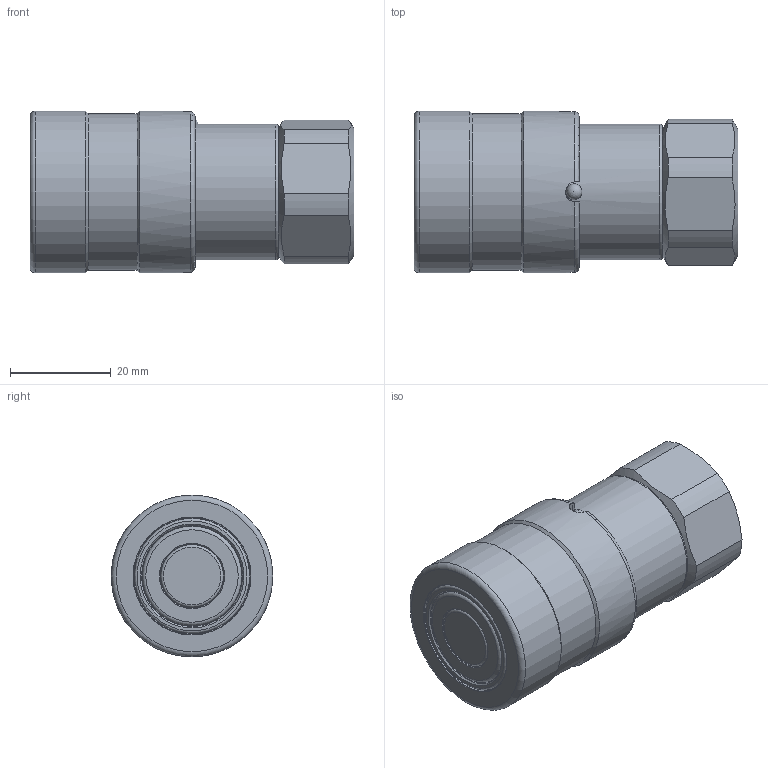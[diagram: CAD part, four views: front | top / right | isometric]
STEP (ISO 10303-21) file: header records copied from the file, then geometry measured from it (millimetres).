
FILE_DESCRIPTION(/* description */ (''),/* implementation_level */ '2;1');
FILE_NAME(/* name */ 'Femmina 38 FP montata v1.step',/* time_stamp */ '2020-02-14T11:46:12+01:00',/* author */ (''),/* organization */ (''),/* preprocessor_version */ 'ST-DEVELOPER v18',/* originating_system */ 'Autodesk Translation Framework v8.12.0.6',/* authorisation */ '');
FILE_SCHEMA (('AUTOMOTIVE_DESIGN { 1 0 10303 214 3 1 1 }'));
Length unit declared in the file: millimetre
Products named in the file (9): Femmina 38 FP montata; 6009-05f; 6009-04f; 6009-06f; 6009-09f corta; 6009-08f; 6009-15f corta; 6009-16f; 6009-03f
Assembly tree (8 placements, depth 2):
  Femmina 38 FP montata
    6009-05f
    6009-04f
    6009-06f
    6009-09f corta
    6009-08f
    6009-15f corta
    6009-16f
    6009-03f
Bounding box: 64.18 x 32 x 32 mm (x, y, z)
Volume: 32680.1 mm3; surface area: 31872.8 mm2
Topology: 25 solids, 25 shells, 375 faces, 1096 edges, 747 vertices
Faces by surface type: cylinder 150, plane 87, cone 54, torus 43, bspline 28, sphere 13
Full cylindrical faces by diameter (mm): 3 x20, 3.17 x1, 3.6 x1, 3.99 x11, 4.234 x7, 4.901 x11, 5 x1, 5.12 x6, 5.2 x1, 7.5 x2, 8 x1, 10.3 x1, 11 x1, 11.3 x1, 12.1 x1, 12.4 x1, 12.5 x3, 12.6 x3, 13.6 x1, 14 x2, 15 x1, 15.5 x1, 15.6 x1, 16.662 x7, 17.95 x1, 18.1 x1, 19.7 x1, 20 x1, 20.9 x1, 21 x1
Entity records: 25873 total; most frequent: CARTESIAN_POINT 15906, ORIENTED_EDGE 2162, DIRECTION 1914, EDGE_CURVE 1081, AXIS2_PLACEMENT_3D 845, VERTEX_POINT 747, CIRCLE 481, EDGE_LOOP 436
